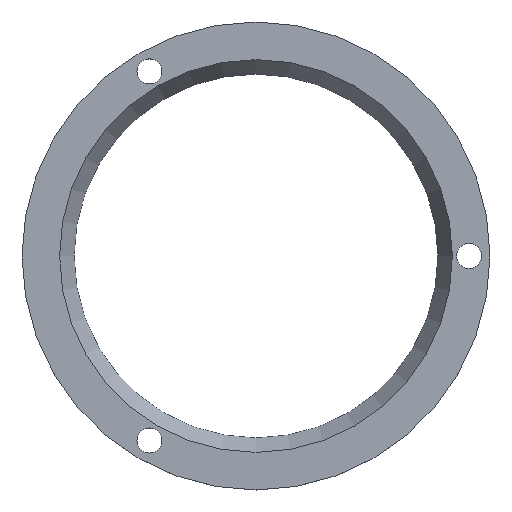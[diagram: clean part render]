
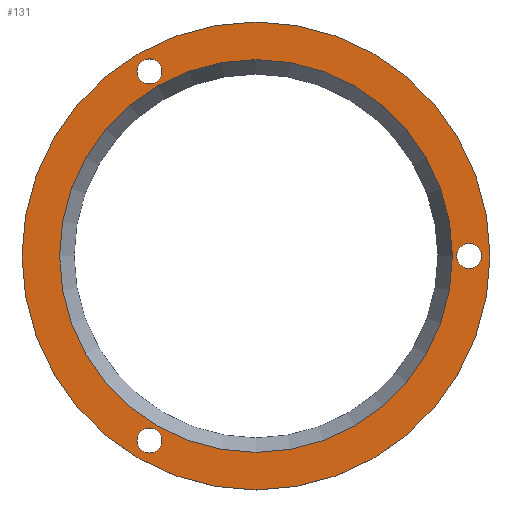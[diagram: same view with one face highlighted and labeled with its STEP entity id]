
A CAD part, top view. The second image highlights one B-rep face of the part: STEP entity #131.
In plain terms, the highlighted planar face has unit normal (0, 0, 1).
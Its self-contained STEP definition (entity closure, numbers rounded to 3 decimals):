
#15=FACE_BOUND('',#38,.T.);
#16=FACE_BOUND('',#39,.T.);
#17=FACE_BOUND('',#40,.T.);
#18=FACE_BOUND('',#41,.T.);
#23=PLANE('',#160);
#30=FACE_OUTER_BOUND('',#37,.T.);
#37=EDGE_LOOP('',(#109));
#38=EDGE_LOOP('',(#110));
#39=EDGE_LOOP('',(#111));
#40=EDGE_LOOP('',(#112));
#41=EDGE_LOOP('',(#113));
#59=CIRCLE('',#150,3.);
#61=CIRCLE('',#153,3.);
#63=CIRCLE('',#156,3.);
#64=CIRCLE('',#158,47.);
#66=CIRCLE('',#161,56.);
#69=VERTEX_POINT('',#210);
#71=VERTEX_POINT('',#216);
#73=VERTEX_POINT('',#222);
#74=VERTEX_POINT('',#226);
#76=VERTEX_POINT('',#232);
#80=EDGE_CURVE('',#69,#69,#59,.T.);
#83=EDGE_CURVE('',#71,#71,#61,.T.);
#86=EDGE_CURVE('',#73,#73,#63,.T.);
#87=EDGE_CURVE('',#74,#74,#64,.T.);
#90=EDGE_CURVE('',#76,#76,#66,.T.);
#109=ORIENTED_EDGE('',*,*,#90,.T.);
#110=ORIENTED_EDGE('',*,*,#80,.T.);
#111=ORIENTED_EDGE('',*,*,#83,.T.);
#112=ORIENTED_EDGE('',*,*,#86,.T.);
#113=ORIENTED_EDGE('',*,*,#87,.T.);
#131=ADVANCED_FACE('',(#30,#15,#16,#17,#18),#23,.F.);
#150=AXIS2_PLACEMENT_3D('',#212,#172,#173);
#153=AXIS2_PLACEMENT_3D('',#218,#179,#180);
#156=AXIS2_PLACEMENT_3D('',#224,#186,#187);
#158=AXIS2_PLACEMENT_3D('',#227,#190,#191);
#160=AXIS2_PLACEMENT_3D('',#231,#195,#196);
#161=AXIS2_PLACEMENT_3D('',#233,#197,#198);
#172=DIRECTION('center_axis',(0.,0.,-1.));
#173=DIRECTION('ref_axis',(-1.,0.,0.));
#179=DIRECTION('center_axis',(0.,0.,-1.));
#180=DIRECTION('ref_axis',(-1.,0.,0.));
#186=DIRECTION('center_axis',(0.,0.,-1.));
#187=DIRECTION('ref_axis',(-1.,0.,0.));
#190=DIRECTION('center_axis',(0.,0.,-1.));
#191=DIRECTION('ref_axis',(1.,0.,0.));
#195=DIRECTION('center_axis',(0.,0.,-1.));
#196=DIRECTION('ref_axis',(1.,0.,0.));
#197=DIRECTION('center_axis',(0.,0.,1.));
#198=DIRECTION('ref_axis',(1.,0.,0.));
#210=CARTESIAN_POINT('',(-121.334,-159.648,-106.5));
#212=CARTESIAN_POINT('Origin',(-124.334,-159.648,-106.5));
#216=CARTESIAN_POINT('',(-121.334,-71.314,-106.5));
#218=CARTESIAN_POINT('Origin',(-124.334,-71.314,-106.5));
#222=CARTESIAN_POINT('',(-44.834,-115.481,-106.5));
#224=CARTESIAN_POINT('Origin',(-47.834,-115.481,-106.5));
#226=CARTESIAN_POINT('',(-145.834,-115.481,-106.5));
#227=CARTESIAN_POINT('Origin',(-98.834,-115.481,-106.5));
#231=CARTESIAN_POINT('Origin',(-98.834,-115.481,-106.5));
#232=CARTESIAN_POINT('',(-154.834,-115.481,-106.5));
#233=CARTESIAN_POINT('Origin',(-98.834,-115.481,-106.5));
